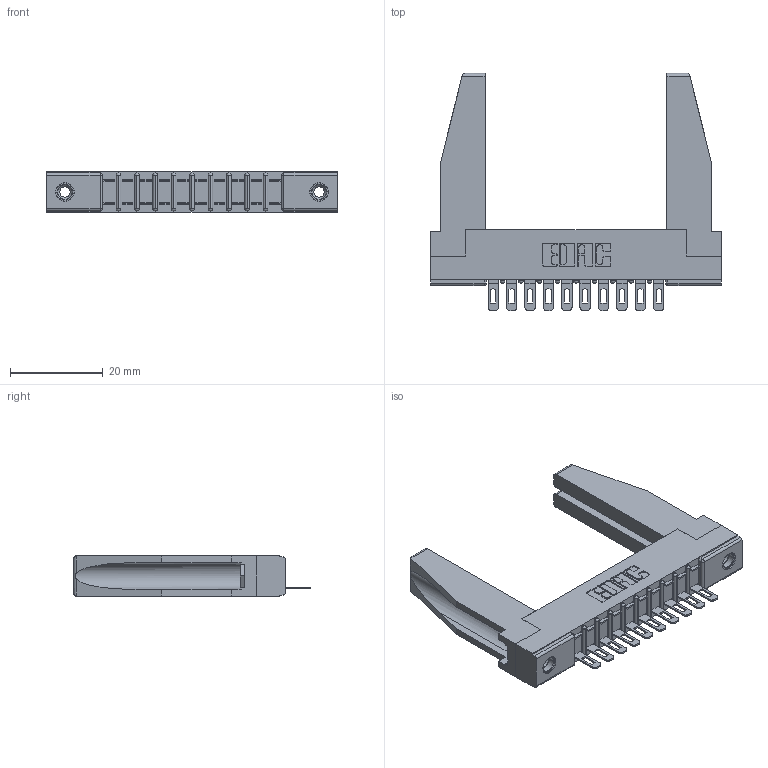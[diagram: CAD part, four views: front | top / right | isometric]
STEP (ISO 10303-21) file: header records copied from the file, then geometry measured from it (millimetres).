
FILE_DESCRIPTION (( 'STEP AP203' ), '1' );
FILE_NAME ('307-010-501-178.STEP', '2019-09-04T19:03:28', ( '' ), ( '' ), 'SwSTEP 2.0', 'SolidWorks 2016', '' );
FILE_SCHEMA (( 'CONFIG_CONTROL_DESIGN' ));
Length unit declared in the file: inch
Products named in the file (5): 307 Part_.156 Dia Mounting Holes; 307-010-501-178; 307-220-078; 307-290-002_501; 345-250-001_345-250-001-102
Assembly tree (15 placements, depth 2):
  307-010-501-178
    307 Part_.156 Dia Mounting Holes
    307-290-002_501  x10
    307-220-078  x2
    345-250-001_345-250-001-102  x2
Bounding box: 62.64 x 51.13 x 8.71 mm (x, y, z)
Volume: 8130.9 mm3; surface area: 10746.4 mm2
Topology: 15 solids, 15 shells, 1019 faces, 3033 edges, 1982 vertices
Faces by surface type: plane 594, cylinder 387, sphere 22, cone 12, torus 4
Entity records: 15751 total; most frequent: CARTESIAN_POINT 2650, ORIENTED_EDGE 2596, DIRECTION 2550, EDGE_CURVE 1298, LINE 978, VECTOR 978, VERTEX_POINT 844, AXIS2_PLACEMENT_3D 786
